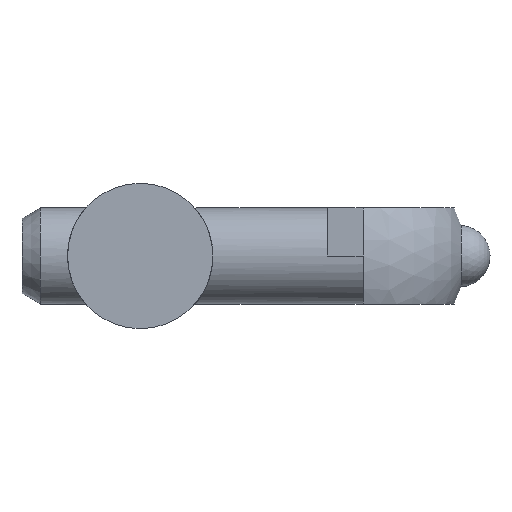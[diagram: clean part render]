
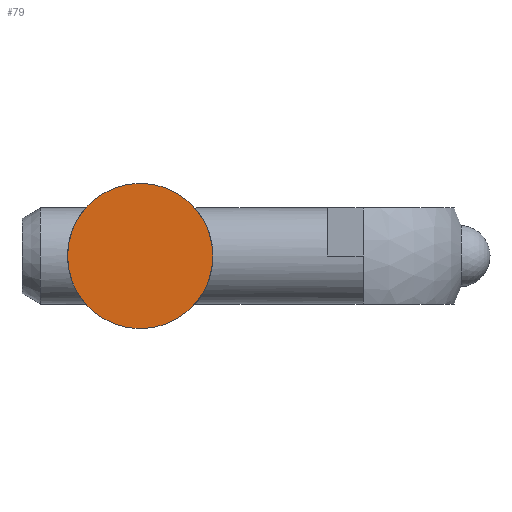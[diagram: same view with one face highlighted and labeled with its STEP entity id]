
A CAD part, front view. The second image highlights one B-rep face of the part: STEP entity #79.
In plain terms, the highlighted planar face has unit normal (0, -1, 0).
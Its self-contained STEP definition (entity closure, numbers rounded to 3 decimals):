
#79 = ADVANCED_FACE( '', ( #177 ), #178, .F. );
#177 = FACE_OUTER_BOUND( '', #294, .T. );
#178 = PLANE( '', #295 );
#294 = EDGE_LOOP( '', ( #465 ) );
#295 = AXIS2_PLACEMENT_3D( '', #466, #467, #468 );
#465 = ORIENTED_EDGE( '', *, *, #642, .T. );
#466 = CARTESIAN_POINT( '', ( 5.9, -7.5, 0. ) );
#467 = DIRECTION( '', ( 0., 1., 0. ) );
#468 = DIRECTION( '', ( -1., 0., 0. ) );
#642 = EDGE_CURVE( '', #759, #759, #760, .T. );
#759 = VERTEX_POINT( '', #984 );
#760 = CIRCLE( '', #985, 5.9 );
#984 = CARTESIAN_POINT( '', ( 5.9, -7.5, 0. ) );
#985 = AXIS2_PLACEMENT_3D( '', #1288, #1289, #1290 );
#1288 = CARTESIAN_POINT( '', ( 0., -7.5, 0. ) );
#1289 = DIRECTION( '', ( 0., -1., 0. ) );
#1290 = DIRECTION( '', ( 1., 0., 0. ) );
